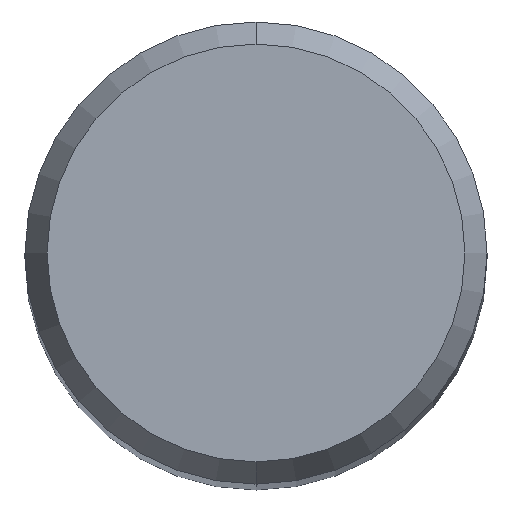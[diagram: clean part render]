
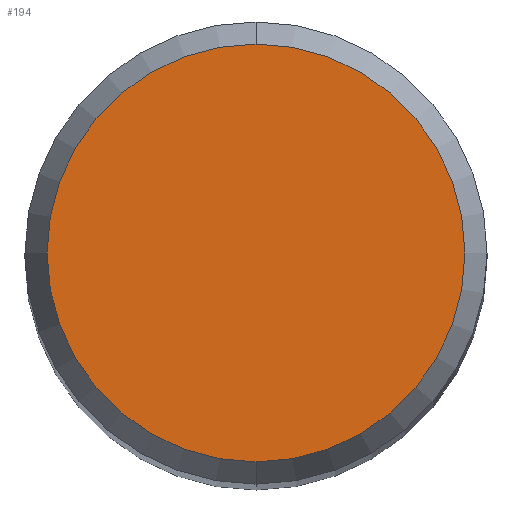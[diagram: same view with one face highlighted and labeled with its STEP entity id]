
A CAD part, top view. The second image highlights one B-rep face of the part: STEP entity #194.
In plain terms, the highlighted planar face has unit normal (0, 0, 1).
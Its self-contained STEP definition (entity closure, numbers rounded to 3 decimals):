
#116=EDGE_CURVE('',#150,#176,#256,.T.);
#150=VERTEX_POINT('',#296);
#164=EDGE_CURVE('',#176,#150,#311,.T.);
#176=VERTEX_POINT('',#325);
#194=ADVANCED_FACE('',(#346),#347,.T.);
#256=CIRCLE('',#407,2.158);
#296=CARTESIAN_POINT('',(0.,-2.158,0.01));
#311=CIRCLE('',#484,2.158);
#325=CARTESIAN_POINT('',(0.0,2.158,0.01));
#346=FACE_OUTER_BOUND('',#522,.T.);
#347=PLANE('',#523);
#407=AXIS2_PLACEMENT_3D('',#581,#582,#583);
#484=AXIS2_PLACEMENT_3D('',#652,#653,#654);
#522=EDGE_LOOP('',(#700,#701));
#523=AXIS2_PLACEMENT_3D('',#702,#703,#704);
#581=CARTESIAN_POINT('',(0.0,0.0,0.01));
#582=DIRECTION('',(0.0,0.0,-1.0));
#583=DIRECTION('',(0.0,1.0,0.0));
#652=CARTESIAN_POINT('',(0.0,0.0,0.01));
#653=DIRECTION('',(0.0,0.0,-1.0));
#654=DIRECTION('',(0.0,1.0,0.0));
#700=ORIENTED_EDGE('',*,*,#164,.F.);
#701=ORIENTED_EDGE('',*,*,#116,.F.);
#702=CARTESIAN_POINT('',(0.0,1.079,0.01));
#703=DIRECTION('',(-0.0,0.0,1.0));
#704=DIRECTION('',(0.0,-1.0,0.0));
